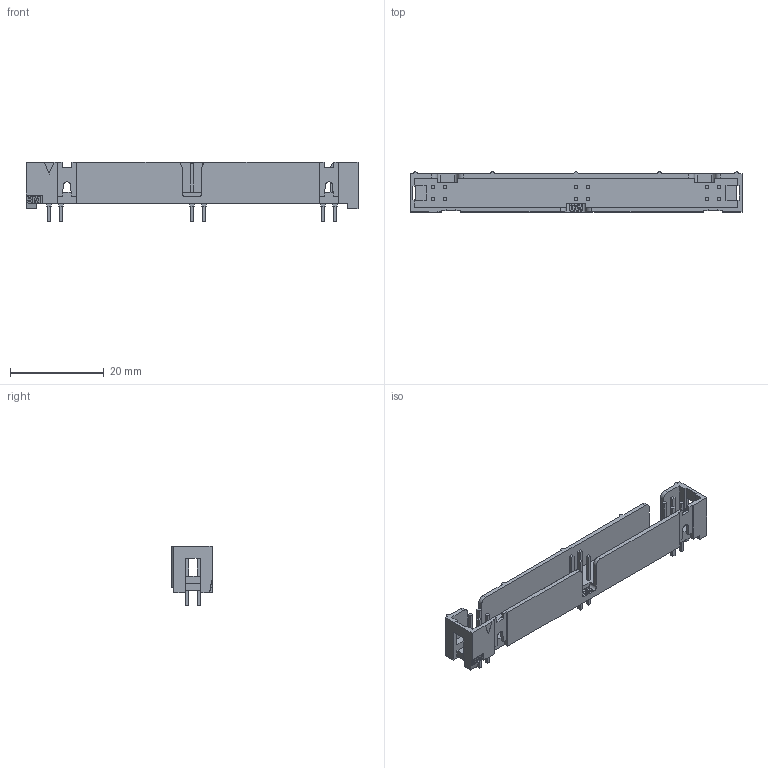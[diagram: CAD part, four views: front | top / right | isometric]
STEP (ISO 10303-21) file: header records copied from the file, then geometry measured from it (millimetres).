
FILE_DESCRIPTION(/* description */ (''),/* implementation_level */ '2;1');
FILE_NAME(/* name */ '78-5110-0022-2.stp',/* time_stamp */ '2015-03-03T14:34:05-06:00',/* author */ (''),/* organization */ (''),/* preprocessor_version */ 'ST-DEVELOPER v15',/* originating_system */ 'SIEMENS PLM Software NX 9.0',/* authorisation */ '');
FILE_SCHEMA (('AUTOMOTIVE_DESIGN { 1 0 10303 214 3 1 1 1 }'));
Length unit declared in the file: inch
Products named in the file (1): 78-5110-0022-2
Bounding box: 70.82 x 8.64 x 12.75 mm (x, y, z)
Volume: 2163.7 mm3; surface area: 3797.2 mm2
Topology: 1 solids, 1 shells, 377 faces, 1015 edges, 674 vertices
Faces by surface type: plane 333, cylinder 27, extrusion 17
Entity records: 12141 total; most frequent: CARTESIAN_POINT 2757, ORIENTED_EDGE 2030, DIRECTION 1713, EDGE_CURVE 1015, VECTOR 883, LINE 866, VERTEX_POINT 674, EDGE_LOOP 419
